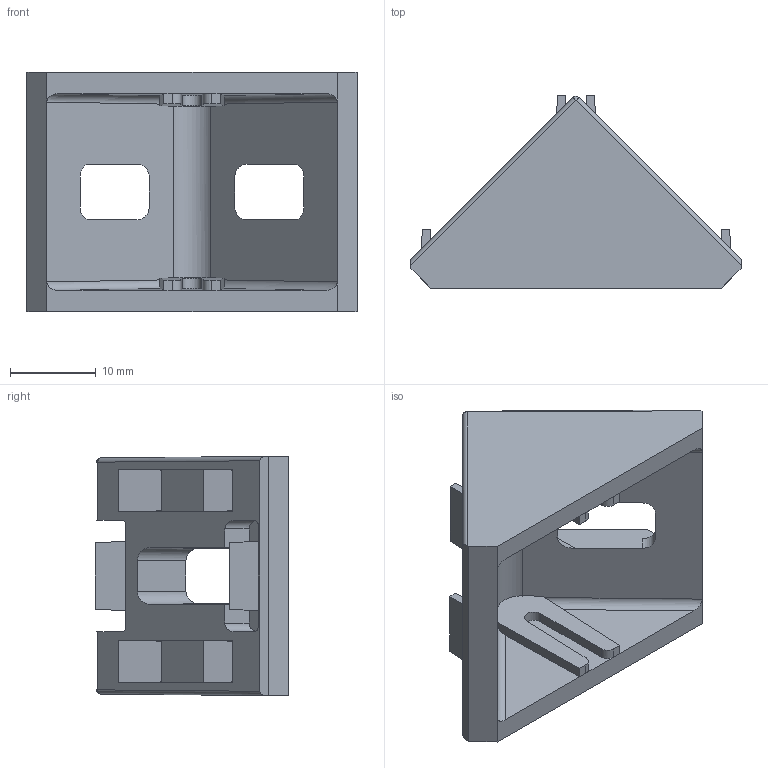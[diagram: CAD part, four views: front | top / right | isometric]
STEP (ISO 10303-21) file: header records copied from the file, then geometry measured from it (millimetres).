
FILE_DESCRIPTION(/* description */ (''),/* implementation_level */ '2;1');
FILE_NAME(/* name */ '302828.3.stp',/* time_stamp */ '2023-02-17T15:05:32+01:00',/* author */ ('Špaček'),/* organization */ ('Alutec K&K'),/* preprocessor_version */ 'ST-DEVELOPER v18.1',/* originating_system */ 'Autodesk Inventor 2021',/* authorisation */ '');
FILE_SCHEMA (('AUTOMOTIVE_DESIGN { 1 0 10303 214 3 1 1 }'));
Length unit declared in the file: millimetre
Products named in the file (1): 302828.3
Bounding box: 38.6 x 22.57 x 28 mm (x, y, z)
Volume: 5992.8 mm3; surface area: 5137.7 mm2
Topology: 1 solids, 1 shells, 144 faces, 384 edges, 250 vertices
Faces by surface type: plane 107, cylinder 35, sphere 2
Entity records: 4540 total; most frequent: CARTESIAN_POINT 839, ORIENTED_EDGE 768, DIRECTION 740, EDGE_CURVE 384, LINE 302, VECTOR 302, VERTEX_POINT 250, AXIS2_PLACEMENT_3D 219
